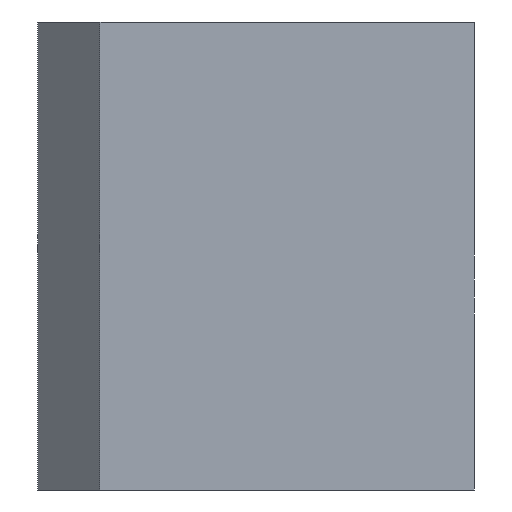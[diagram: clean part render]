
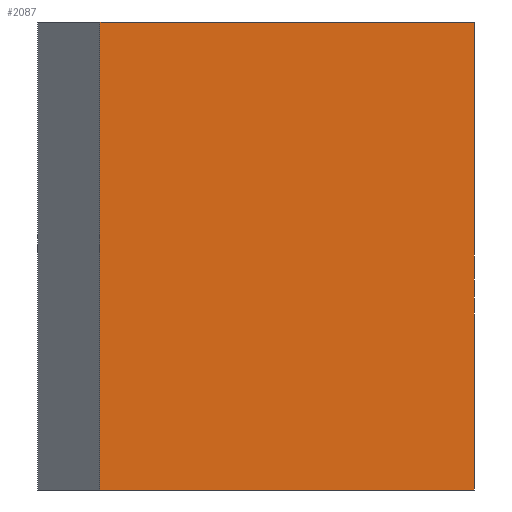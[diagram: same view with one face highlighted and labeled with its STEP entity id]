
A CAD part, left-side view. The second image highlights one B-rep face of the part: STEP entity #2087.
In plain terms, the highlighted planar face has unit normal (-1, 0, 0).
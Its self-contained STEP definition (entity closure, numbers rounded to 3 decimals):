
#57 = EDGE_CURVE ( 'NONE', #60, #1485, #2534, .T. ) ;
#60 = VERTEX_POINT ( 'NONE', #2592 ) ;
#1485 = VERTEX_POINT ( 'NONE', #5248 ) ;
#2087 = ADVANCED_FACE ( 'NONE', ( #6312 ), #6311, .F. ) ;
#2088 = EDGE_LOOP ( 'NONE', ( #2089, #2091, #2092, #2094 ) ) ;
#2089 = ORIENTED_EDGE ( 'NONE', *, *, #2090, .T. ) ;
#2090 = EDGE_CURVE ( 'NONE', #2105, #1485, #6309, .T. ) ;
#2091 = ORIENTED_EDGE ( 'NONE', *, *, #57, .F. ) ;
#2092 = ORIENTED_EDGE ( 'NONE', *, *, #2093, .F. ) ;
#2093 = EDGE_CURVE ( 'NONE', #2108, #60, #6302, .T. ) ;
#2094 = ORIENTED_EDGE ( 'NONE', *, *, #2107, .T. ) ;
#2105 = VERTEX_POINT ( 'NONE', #6339 ) ;
#2107 = EDGE_CURVE ( 'NONE', #2108, #2105, #6338, .T. ) ;
#2108 = VERTEX_POINT ( 'NONE', #6334 ) ;
#2534 = LINE ( 'NONE', #2595, #2594 ) ;
#2592 = CARTESIAN_POINT ( 'NONE',  ( 0., 0., 7.5 ) ) ;
#2593 = DIRECTION ( 'NONE',  ( 0., 0., -1. ) ) ;
#2594 = VECTOR ( 'NONE', #2593, 1000. ) ;
#2595 = CARTESIAN_POINT ( 'NONE',  ( 0., 0., 7.5 ) ) ;
#5248 = CARTESIAN_POINT ( 'NONE',  ( 0., 0., -7.5 ) ) ;
#6299 = DIRECTION ( 'NONE',  ( 0., -1., 0. ) ) ;
#6300 = VECTOR ( 'NONE', #6299, 1000. ) ;
#6301 = CARTESIAN_POINT ( 'NONE',  ( 0., 0., 7.5 ) ) ;
#6302 = LINE ( 'NONE', #6301, #6300 ) ;
#6303 = DIRECTION ( 'NONE',  ( 0., -1., 0. ) ) ;
#6304 = VECTOR ( 'NONE', #6303, 1000. ) ;
#6305 = CARTESIAN_POINT ( 'NONE',  ( 0., 0., -7.5 ) ) ;
#6306 = DIRECTION ( 'NONE',  ( 0., 0., -1. ) ) ;
#6307 = DIRECTION ( 'NONE',  ( 1., 0., 0. ) ) ;
#6308 = AXIS2_PLACEMENT_3D ( 'NONE', #6310, #6307, #6306 ) ;
#6309 = LINE ( 'NONE', #6305, #6304 ) ;
#6310 = CARTESIAN_POINT ( 'NONE',  ( 0., 0., 7.5 ) ) ;
#6311 = PLANE ( 'NONE',  #6308 ) ;
#6312 = FACE_OUTER_BOUND ( 'NONE', #2088, .T. ) ;
#6334 = CARTESIAN_POINT ( 'NONE',  ( 0., 12., 7.5 ) ) ;
#6335 = DIRECTION ( 'NONE',  ( 0., 0., -1. ) ) ;
#6336 = VECTOR ( 'NONE', #6335, 1000. ) ;
#6337 = CARTESIAN_POINT ( 'NONE',  ( 0., 12., 7.5 ) ) ;
#6338 = LINE ( 'NONE', #6337, #6336 ) ;
#6339 = CARTESIAN_POINT ( 'NONE',  ( 0., 12., -7.5 ) ) ;
